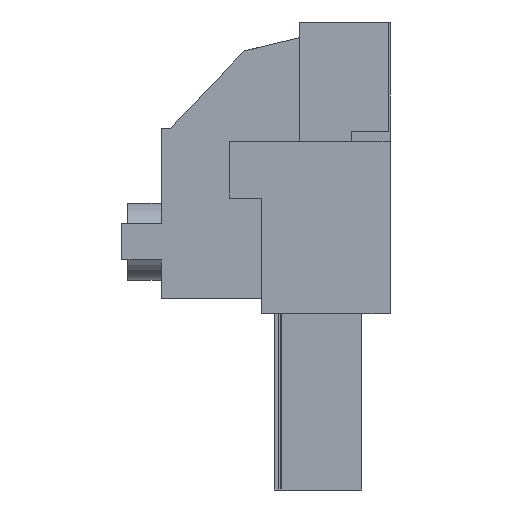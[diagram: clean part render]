
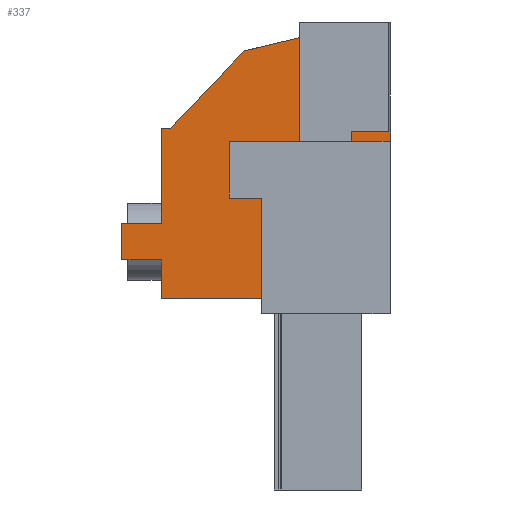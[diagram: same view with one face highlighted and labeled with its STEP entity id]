
A CAD part, left-side view. The second image highlights one B-rep face of the part: STEP entity #337.
In plain terms, the highlighted planar face has unit normal (-1, 0, 0).
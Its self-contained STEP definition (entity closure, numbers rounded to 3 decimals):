
#218=AXIS2_PLACEMENT_3D('Plane Axis2P3D',#215,#216,#217) ;
#76=CARTESIAN_POINT('Line Origine',(7.62,21.875,23.45)) ;
#80=CARTESIAN_POINT('Vertex',(7.62,20.15,23.45)) ;
#82=CARTESIAN_POINT('Vertex',(7.62,23.6,23.45)) ;
#175=CARTESIAN_POINT('Vertex',(7.62,20.15,20.25)) ;
#178=CARTESIAN_POINT('Line Origine',(7.62,21.875,20.25)) ;
#182=CARTESIAN_POINT('Vertex',(7.62,23.6,20.25)) ;
#203=CARTESIAN_POINT('Line Origine',(7.62,23.6,21.85)) ;
#215=CARTESIAN_POINT('Axis2P3D Location',(7.62,0.,0.)) ;
#220=CARTESIAN_POINT('Line Origine',(7.62,20.15,18.55)) ;
#224=CARTESIAN_POINT('Vertex',(7.62,20.15,16.85)) ;
#227=CARTESIAN_POINT('Line Origine',(7.62,15.722,16.85)) ;
#231=CARTESIAN_POINT('Vertex',(7.62,11.294,16.85)) ;
#234=CARTESIAN_POINT('Line Origine',(7.62,11.294,23.775)) ;
#238=CARTESIAN_POINT('Vertex',(7.62,11.294,30.7)) ;
#241=CARTESIAN_POINT('Line Origine',(7.62,5.647,30.7)) ;
#245=CARTESIAN_POINT('Vertex',(7.62,0.,30.7)) ;
#248=CARTESIAN_POINT('Line Origine',(7.62,0.,35.925)) ;
#252=CARTESIAN_POINT('Vertex',(7.62,0.,41.15)) ;
#255=CARTESIAN_POINT('Line Origine',(7.62,1.25,41.15)) ;
#259=CARTESIAN_POINT('Vertex',(7.62,2.5,41.15)) ;
#262=CARTESIAN_POINT('Line Origine',(7.62,7.674,39.9)) ;
#266=CARTESIAN_POINT('Vertex',(7.62,12.849,38.65)) ;
#269=CARTESIAN_POINT('Line Origine',(7.62,16.099,35.25)) ;
#273=CARTESIAN_POINT('Vertex',(7.62,19.35,31.85)) ;
#276=CARTESIAN_POINT('Line Origine',(7.62,19.75,31.85)) ;
#280=CARTESIAN_POINT('Vertex',(7.62,20.15,31.85)) ;
#283=CARTESIAN_POINT('Line Origine',(7.62,20.15,27.65)) ;
#303=CARTESIAN_POINT('Line Origine',(7.62,13.66,25.7)) ;
#307=CARTESIAN_POINT('Vertex',(7.62,14.16,25.7)) ;
#309=CARTESIAN_POINT('Vertex',(7.62,13.16,25.7)) ;
#312=CARTESIAN_POINT('Line Origine',(7.62,14.16,28.2)) ;
#316=CARTESIAN_POINT('Vertex',(7.62,14.16,30.7)) ;
#319=CARTESIAN_POINT('Line Origine',(7.62,13.66,30.7)) ;
#323=CARTESIAN_POINT('Vertex',(7.62,13.16,30.7)) ;
#326=CARTESIAN_POINT('Line Origine',(7.62,13.16,28.2)) ;
#77=DIRECTION('Vector Direction',(0.,1.,0.)) ;
#179=DIRECTION('Vector Direction',(0.,1.,0.)) ;
#204=DIRECTION('Vector Direction',(0.,0.,1.)) ;
#216=DIRECTION('Axis2P3D Direction',(-1.,0.,0.)) ;
#217=DIRECTION('Axis2P3D XDirection',(0.,0.,1.)) ;
#221=DIRECTION('Vector Direction',(0.,0.,1.)) ;
#228=DIRECTION('Vector Direction',(0.,1.,0.)) ;
#235=DIRECTION('Vector Direction',(0.,0.,1.)) ;
#242=DIRECTION('Vector Direction',(0.,-1.,0.)) ;
#249=DIRECTION('Vector Direction',(0.,0.,1.)) ;
#256=DIRECTION('Vector Direction',(0.,-1.,0.)) ;
#263=DIRECTION('Vector Direction',(0.,-0.972,0.235)) ;
#270=DIRECTION('Vector Direction',(0.,-0.691,0.723)) ;
#277=DIRECTION('Vector Direction',(0.,-1.,0.)) ;
#284=DIRECTION('Vector Direction',(0.,0.,1.)) ;
#304=DIRECTION('Vector Direction',(0.,-1.,0.)) ;
#313=DIRECTION('Vector Direction',(0.,0.,-1.)) ;
#320=DIRECTION('Vector Direction',(0.,1.,0.)) ;
#327=DIRECTION('Vector Direction',(0.,0.,-1.)) ;
#78=VECTOR('Line Direction',#77,1.) ;
#180=VECTOR('Line Direction',#179,1.) ;
#205=VECTOR('Line Direction',#204,1.) ;
#222=VECTOR('Line Direction',#221,1.) ;
#229=VECTOR('Line Direction',#228,1.) ;
#236=VECTOR('Line Direction',#235,1.) ;
#243=VECTOR('Line Direction',#242,1.) ;
#250=VECTOR('Line Direction',#249,1.) ;
#257=VECTOR('Line Direction',#256,1.) ;
#264=VECTOR('Line Direction',#263,1.) ;
#271=VECTOR('Line Direction',#270,1.) ;
#278=VECTOR('Line Direction',#277,1.) ;
#285=VECTOR('Line Direction',#284,1.) ;
#305=VECTOR('Line Direction',#304,1.) ;
#314=VECTOR('Line Direction',#313,1.) ;
#321=VECTOR('Line Direction',#320,1.) ;
#328=VECTOR('Line Direction',#327,1.) ;
#289=ORIENTED_EDGE('',*,*,#184,.F.) ;
#290=ORIENTED_EDGE('',*,*,#226,.T.) ;
#291=ORIENTED_EDGE('',*,*,#233,.T.) ;
#292=ORIENTED_EDGE('',*,*,#240,.T.) ;
#293=ORIENTED_EDGE('',*,*,#247,.T.) ;
#294=ORIENTED_EDGE('',*,*,#254,.T.) ;
#295=ORIENTED_EDGE('',*,*,#261,.T.) ;
#296=ORIENTED_EDGE('',*,*,#268,.T.) ;
#297=ORIENTED_EDGE('',*,*,#275,.T.) ;
#298=ORIENTED_EDGE('',*,*,#282,.T.) ;
#299=ORIENTED_EDGE('',*,*,#287,.T.) ;
#300=ORIENTED_EDGE('',*,*,#84,.T.) ;
#301=ORIENTED_EDGE('',*,*,#207,.F.) ;
#332=ORIENTED_EDGE('',*,*,#311,.F.) ;
#333=ORIENTED_EDGE('',*,*,#318,.F.) ;
#334=ORIENTED_EDGE('',*,*,#325,.F.) ;
#335=ORIENTED_EDGE('',*,*,#330,.T.) ;
#336=FACE_BOUND('',#331,.T.) ;
#337=ADVANCED_FACE('Housing',(#302,#336),#219,.T.) ;
#84=EDGE_CURVE('',#81,#83,#79,.T.) ;
#184=EDGE_CURVE('',#176,#183,#181,.T.) ;
#207=EDGE_CURVE('',#183,#83,#206,.T.) ;
#226=EDGE_CURVE('',#176,#225,#223,.F.) ;
#233=EDGE_CURVE('',#225,#232,#230,.F.) ;
#240=EDGE_CURVE('',#232,#239,#237,.T.) ;
#247=EDGE_CURVE('',#239,#246,#244,.T.) ;
#254=EDGE_CURVE('',#246,#253,#251,.T.) ;
#261=EDGE_CURVE('',#253,#260,#258,.F.) ;
#268=EDGE_CURVE('',#260,#267,#265,.F.) ;
#275=EDGE_CURVE('',#267,#274,#272,.F.) ;
#282=EDGE_CURVE('',#274,#281,#279,.F.) ;
#287=EDGE_CURVE('',#281,#81,#286,.F.) ;
#311=EDGE_CURVE('',#308,#310,#306,.T.) ;
#318=EDGE_CURVE('',#317,#308,#315,.T.) ;
#325=EDGE_CURVE('',#324,#317,#322,.T.) ;
#330=EDGE_CURVE('',#324,#310,#329,.T.) ;
#288=EDGE_LOOP('',(#289,#290,#291,#292,#293,#294,#295,#296,#297,#298,#299,#300,#301)) ;
#331=EDGE_LOOP('',(#332,#333,#334,#335)) ;
#302=FACE_OUTER_BOUND('',#288,.T.) ;
#79=LINE('Line',#76,#78) ;
#181=LINE('Line',#178,#180) ;
#206=LINE('Line',#203,#205) ;
#223=LINE('Line',#220,#222) ;
#230=LINE('Line',#227,#229) ;
#237=LINE('Line',#234,#236) ;
#244=LINE('Line',#241,#243) ;
#251=LINE('Line',#248,#250) ;
#258=LINE('Line',#255,#257) ;
#265=LINE('Line',#262,#264) ;
#272=LINE('Line',#269,#271) ;
#279=LINE('Line',#276,#278) ;
#286=LINE('Line',#283,#285) ;
#306=LINE('Line',#303,#305) ;
#315=LINE('Line',#312,#314) ;
#322=LINE('Line',#319,#321) ;
#329=LINE('Line',#326,#328) ;
#219=PLANE('',#218) ;
#81=VERTEX_POINT('',#80) ;
#83=VERTEX_POINT('',#82) ;
#176=VERTEX_POINT('',#175) ;
#183=VERTEX_POINT('',#182) ;
#225=VERTEX_POINT('',#224) ;
#232=VERTEX_POINT('',#231) ;
#239=VERTEX_POINT('',#238) ;
#246=VERTEX_POINT('',#245) ;
#253=VERTEX_POINT('',#252) ;
#260=VERTEX_POINT('',#259) ;
#267=VERTEX_POINT('',#266) ;
#274=VERTEX_POINT('',#273) ;
#281=VERTEX_POINT('',#280) ;
#308=VERTEX_POINT('',#307) ;
#310=VERTEX_POINT('',#309) ;
#317=VERTEX_POINT('',#316) ;
#324=VERTEX_POINT('',#323) ;
